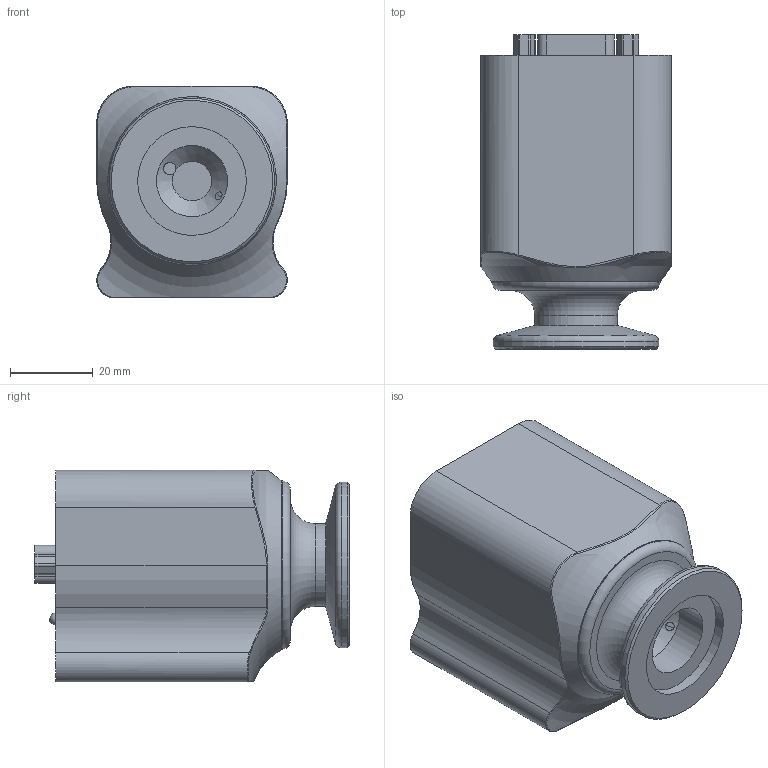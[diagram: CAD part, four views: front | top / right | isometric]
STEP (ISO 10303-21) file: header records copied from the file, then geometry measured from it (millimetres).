
FILE_DESCRIPTION((''),'2;1');
FILE_NAME('_Display_900_KF25_SOLID.stp','2016-02-18T13:02:23',('HestbeMa'),(''),'Autodesk Inventor 2013','Autodesk Inventor 2013','');
FILE_SCHEMA(('CONFIG_CONTROL_DESIGN'));
Length unit declared in the file: millimetre
Products named in the file (1): _Display_900_KF25
Bounding box: 46 x 75.86 x 51.16 mm (x, y, z)
Volume: 126357.1 mm3; surface area: 18032.7 mm2
Topology: 1 solids, 2 shells, 121 faces, 292 edges, 184 vertices
Faces by surface type: plane 45, cylinder 42, bspline 22, cone 7, torus 4, sphere 1
Full cylindrical faces by diameter (mm): 2.1 x2, 2.8 x1, 3 x1, 3.3 x1, 17.2 x1, 20 x1, 26.26 x1, 40 x1, 40.6 x1
Entity records: 3941 total; most frequent: CARTESIAN_POINT 1280, ORIENTED_EDGE 536, DIRECTION 517, EDGE_CURVE 268, AXIS2_PLACEMENT_3D 198, VERTEX_POINT 178, EDGE_LOOP 148, VECTOR 121
